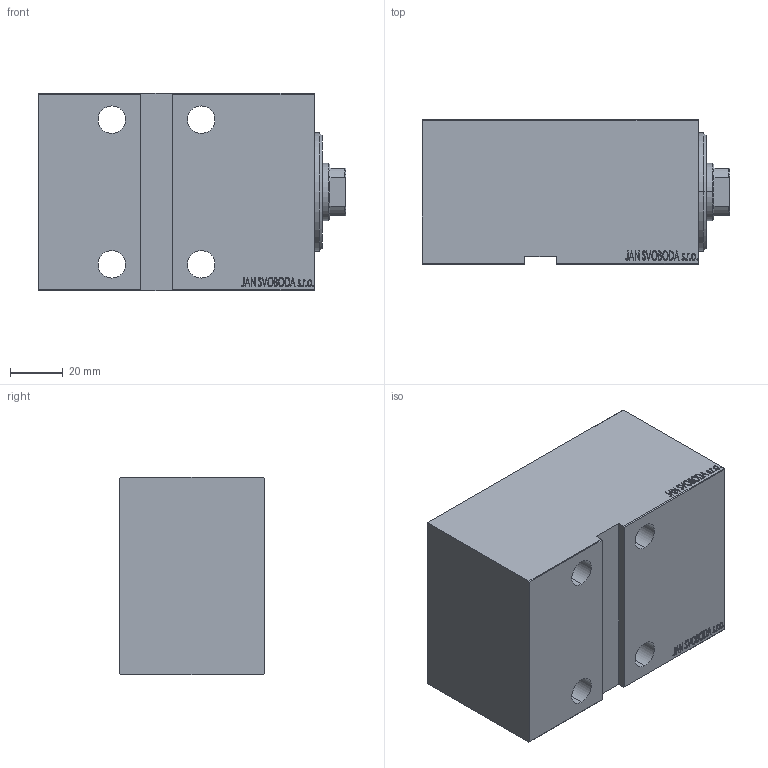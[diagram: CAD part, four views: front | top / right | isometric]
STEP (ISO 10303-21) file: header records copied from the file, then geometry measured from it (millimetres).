
FILE_DESCRIPTION (( 'STEP AP203' ), '1' );
FILE_NAME ('d79a.STEP', '2025-07-01T12:33:44', ( '' ), ( '' ), 'SwSTEP 2.0', 'SolidWorks 2019', '' );
FILE_SCHEMA (( 'CONFIG_CONTROL_DESIGN' ));
Length unit declared in the file: millimetre
Products named in the file (4): d79a; V450CM_E_VCP 70884bb5a691622565c86533ea35937c; V450CM_E_Body 70884bb5a691622565c86533ea35937c; V450CM_VC_B 70884bb5a691622565c86533ea35937c
Assembly tree (3 placements, depth 2):
  d79a
    V450CM_E_Body 70884bb5a691622565c86533ea35937c
    V450CM_E_VCP 70884bb5a691622565c86533ea35937c
    V450CM_VC_B 70884bb5a691622565c86533ea35937c
Bounding box: 117 x 55 x 75 mm (x, y, z)
Volume: 387190.4 mm3; surface area: 71354.7 mm2
Topology: 3 solids, 3 shells, 855 faces, 2196 edges, 1457 vertices
Faces by surface type: plane 411, bspline 380, cylinder 50, cone 14
Entity records: 43086 total; most frequent: CARTESIAN_POINT 24372, ORIENTED_EDGE 4388, DIRECTION 2504, EDGE_CURVE 2194, VERTEX_POINT 1457, LINE 1310, VECTOR 1310, EDGE_LOOP 977
